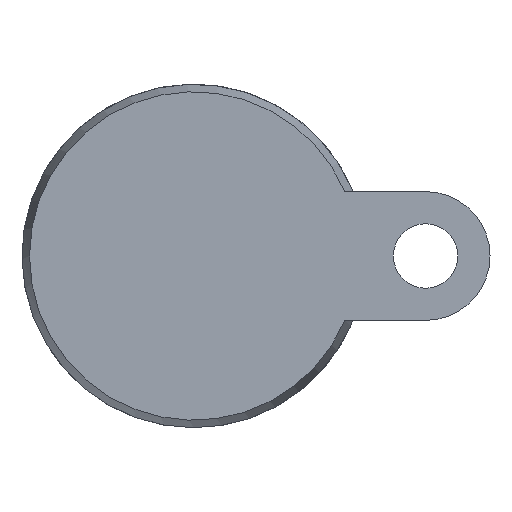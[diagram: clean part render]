
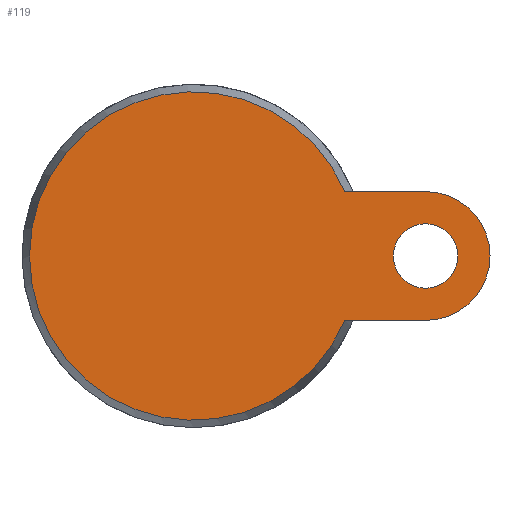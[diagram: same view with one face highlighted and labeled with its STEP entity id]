
A CAD part, front view. The second image highlights one B-rep face of the part: STEP entity #119.
In plain terms, the highlighted planar face has unit normal (0, -1, 0).
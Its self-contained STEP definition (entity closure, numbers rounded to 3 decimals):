
#119 = ADVANCED_FACE( '', ( #263, #264 ), #265, .F. );
#263 = FACE_BOUND( '', #456, .T. );
#264 = FACE_OUTER_BOUND( '', #457, .T. );
#265 = PLANE( '', #458 );
#456 = EDGE_LOOP( '', ( #715 ) );
#457 = EDGE_LOOP( '', ( #716, #717, #718, #719 ) );
#458 = AXIS2_PLACEMENT_3D( '', #720, #721, #722 );
#715 = ORIENTED_EDGE( '', *, *, #930, .T. );
#716 = ORIENTED_EDGE( '', *, *, #966, .F. );
#717 = ORIENTED_EDGE( '', *, *, #953, .T. );
#718 = ORIENTED_EDGE( '', *, *, #963, .F. );
#719 = ORIENTED_EDGE( '', *, *, #967, .F. );
#720 = CARTESIAN_POINT( '', ( 38.25, 0., 0. ) );
#721 = DIRECTION( '', ( 0., 1., 0. ) );
#722 = DIRECTION( '', ( 0., 0., 1. ) );
#930 = EDGE_CURVE( '', #1098, #1098, #1099, .T. );
#953 = EDGE_CURVE( '', #1129, #1131, #1133, .T. );
#963 = EDGE_CURVE( '', #1146, #1131, #1147, .T. );
#966 = EDGE_CURVE( '', #1129, #1150, #1151, .T. );
#967 = EDGE_CURVE( '', #1150, #1146, #1152, .T. );
#1098 = VERTEX_POINT( '', #1378 );
#1099 = CIRCLE( '', #1379, 7.5 );
#1129 = VERTEX_POINT( '', #1436 );
#1131 = VERTEX_POINT( '', #1441 );
#1133 = CIRCLE( '', #1446, 38.25 );
#1146 = VERTEX_POINT( '', #1470 );
#1147 = LINE( '', #1471, #1472 );
#1150 = VERTEX_POINT( '', #1476 );
#1151 = LINE( '', #1477, #1478 );
#1152 = CIRCLE( '', #1479, 15. );
#1378 = CARTESIAN_POINT( '', ( 61.5, 0., 0. ) );
#1379 = AXIS2_PLACEMENT_3D( '', #1622, #1623, #1624 );
#1436 = CARTESIAN_POINT( '', ( 35.186, 0., 15. ) );
#1441 = CARTESIAN_POINT( '', ( 35.186, 0., -15. ) );
#1446 = AXIS2_PLACEMENT_3D( '', #1645, #1646, #1647 );
#1470 = CARTESIAN_POINT( '', ( 54., 0., -15. ) );
#1471 = CARTESIAN_POINT( '', ( 54., 0., -15. ) );
#1472 = VECTOR( '', #1655, 1000. );
#1476 = CARTESIAN_POINT( '', ( 54., 0., 15. ) );
#1477 = CARTESIAN_POINT( '', ( 0., 0., 15. ) );
#1478 = VECTOR( '', #1657, 1000. );
#1479 = AXIS2_PLACEMENT_3D( '', #1658, #1659, #1660 );
#1622 = CARTESIAN_POINT( '', ( 54., 0., 0. ) );
#1623 = DIRECTION( '', ( 0., 1., 0. ) );
#1624 = DIRECTION( '', ( 1., 0., 0. ) );
#1645 = CARTESIAN_POINT( '', ( 0., 0., 0. ) );
#1646 = DIRECTION( '', ( 0., -1., 0. ) );
#1647 = DIRECTION( '', ( 0., 0., -1. ) );
#1655 = DIRECTION( '', ( -1., 0., 0. ) );
#1657 = DIRECTION( '', ( 1., 0., 0. ) );
#1658 = CARTESIAN_POINT( '', ( 54., 0., 0. ) );
#1659 = DIRECTION( '', ( 0., 1., 0. ) );
#1660 = DIRECTION( '', ( 1., 0., 0. ) );
